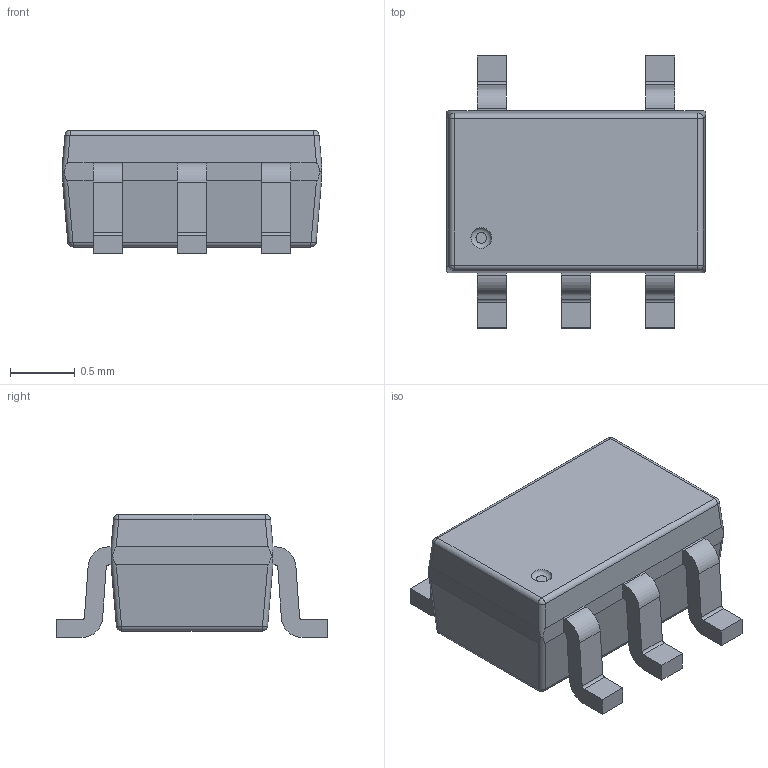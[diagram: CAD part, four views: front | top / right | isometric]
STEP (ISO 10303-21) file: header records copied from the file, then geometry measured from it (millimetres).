
FILE_DESCRIPTION(/* description */ (''),/* implementation_level */ '2;1');
FILE_NAME(/* name */ 'SC70-5.step',/* time_stamp */ '2020-03-19T14:21:28+01:00',/* author */ (''),/* organization */ (''),/* preprocessor_version */ 'ST-DEVELOPER v18',/* originating_system */ 'Autodesk Translation Framework v8.12.0.6',/* authorisation */ '');
FILE_SCHEMA (('AUTOMOTIVE_DESIGN { 1 0 10303 214 3 1 1 }'));
Length unit declared in the file: millimetre
Products named in the file (2): IC11; User_Library-SC70-5-1
Assembly tree (1 placements, depth 2):
  IC11
    User_Library-SC70-5-1
Bounding box: 2 x 2.1 x 0.95 mm (x, y, z)
Volume: 2.3 mm3; surface area: 13.3 mm2
Topology: 1 solids, 1 shells, 110 faces, 285 edges, 170 vertices
Faces by surface type: plane 65, cylinder 36, sphere 8, torus 1
Entity records: 3388 total; most frequent: DIRECTION 590, CARTESIAN_POINT 560, ORIENTED_EDGE 554, EDGE_CURVE 277, AXIS2_PLACEMENT_3D 200, LINE 190, VECTOR 190, VERTEX_POINT 170
